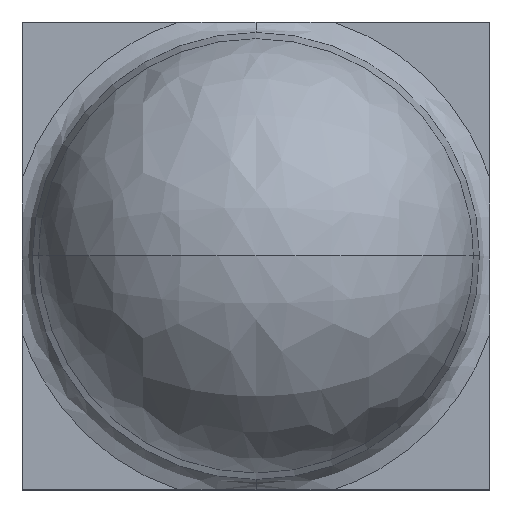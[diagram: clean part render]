
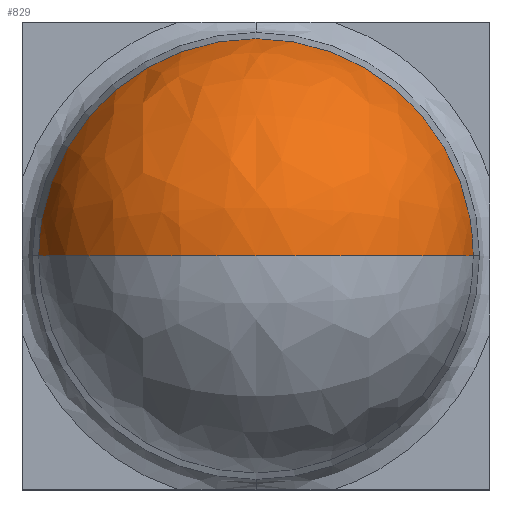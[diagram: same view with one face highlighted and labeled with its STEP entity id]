
A CAD part, top view. The second image highlights one B-rep face of the part: STEP entity #829.
In plain terms, the highlighted free-form (B-spline) face has degree [3, 3] with [4, 4] control points.
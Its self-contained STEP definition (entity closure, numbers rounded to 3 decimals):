
#75 = CIRCLE ( 'NONE', #1016, 1.393 ) ;
#107 = CARTESIAN_POINT ( 'NONE',  ( 1.038, 0., 3.037 ) ) ;
#115 = CARTESIAN_POINT ( 'NONE',  ( 1.397, 0.219, 0.913 ) ) ;
#120 = CARTESIAN_POINT ( 'NONE',  ( -1.038, 2.044, 2.297 ) ) ;
#124 = CARTESIAN_POINT ( 'NONE',  ( -1.038, 1.156, 3.037 ) ) ;
#345 = DIRECTION ( 'NONE',  ( 0., 0., 1. ) ) ;
#360 =( BOUNDED_SURFACE ( )  B_SPLINE_SURFACE ( 3, 3, ( 
 ( #1509, #115, #739, #1598 ),
 ( #1613, #1229, #497, #107 ),
 ( #484, #120, #124, #968 ),
 ( #988, #722, #1372, #740 ) ),
 .UNSPECIFIED., .F., .F., .T. ) 
 B_SPLINE_SURFACE_WITH_KNOTS ( ( 4, 4 ),
 ( 4, 4 ),
 ( 0., 1. ),
 ( 0., 1. ),
 .UNSPECIFIED. ) 
 GEOMETRIC_REPRESENTATION_ITEM ( )  RATIONAL_B_SPLINE_SURFACE ( (
 ( 1., 0.845, 0.845, 1.),
 ( 0.449, 0.379, 0.379, 0.449),
 ( 0.449, 0.379, 0.379, 0.449),
 ( 1., 0.845, 0.845, 1.) ) ) 
 REPRESENTATION_ITEM ( '' )  SURFACE ( )  );
#484 = CARTESIAN_POINT ( 'NONE',  ( -1.038, 2.252, 1.16 ) ) ;
#497 = CARTESIAN_POINT ( 'NONE',  ( 1.038, 1.156, 3.037 ) ) ;
#586 = EDGE_CURVE ( 'NONE', #894, #1419, #1259, .T. ) ;
#722 = CARTESIAN_POINT ( 'NONE',  ( -1.397, 0.219, 0.913 ) ) ;
#725 = ORIENTED_EDGE ( 'NONE', *, *, #586, .F. ) ;
#739 = CARTESIAN_POINT ( 'NONE',  ( 1.397, 0.124, 0.992 ) ) ;
#740 = CARTESIAN_POINT ( 'NONE',  ( -1.397, 0., 0.992 ) ) ;
#829 = ADVANCED_FACE ( 'NONE', ( #1336 ), #360, .T. ) ;
#836 = CARTESIAN_POINT ( 'NONE',  ( 0., 0., 0.747 ) ) ;
#861 = ORIENTED_EDGE ( 'NONE', *, *, #1287, .T. ) ;
#870 = CARTESIAN_POINT ( 'NONE',  ( -1.393, 0., 1.015 ) ) ;
#894 = VERTEX_POINT ( 'NONE', #1495 ) ;
#968 = CARTESIAN_POINT ( 'NONE',  ( -1.038, 0., 3.037 ) ) ;
#988 = CARTESIAN_POINT ( 'NONE',  ( -1.397, 0.241, 0.791 ) ) ;
#1016 = AXIS2_PLACEMENT_3D ( 'NONE', #1202, #345, #1594 ) ;
#1202 = CARTESIAN_POINT ( 'NONE',  ( 0., 0., 1.015 ) ) ;
#1229 = CARTESIAN_POINT ( 'NONE',  ( 1.038, 2.044, 2.297 ) ) ;
#1259 = CIRCLE ( 'NONE', #1282, 1.418 ) ;
#1273 = EDGE_LOOP ( 'NONE', ( #725, #861 ) ) ;
#1282 = AXIS2_PLACEMENT_3D ( 'NONE', #836, #1335, #1346 ) ;
#1287 = EDGE_CURVE ( 'NONE', #894, #1419, #75, .T. ) ;
#1335 = DIRECTION ( 'NONE',  ( 0., -1., 0. ) ) ;
#1336 = FACE_OUTER_BOUND ( 'NONE', #1273, .T. ) ;
#1346 = DIRECTION ( 'NONE',  ( 1., 0., 0. ) ) ;
#1372 = CARTESIAN_POINT ( 'NONE',  ( -1.397, 0.124, 0.992 ) ) ;
#1419 = VERTEX_POINT ( 'NONE', #870 ) ;
#1495 = CARTESIAN_POINT ( 'NONE',  ( 1.393, 0., 1.015 ) ) ;
#1509 = CARTESIAN_POINT ( 'NONE',  ( 1.397, 0.241, 0.791 ) ) ;
#1594 = DIRECTION ( 'NONE',  ( -1., 0., 0. ) ) ;
#1598 = CARTESIAN_POINT ( 'NONE',  ( 1.397, 0., 0.992 ) ) ;
#1613 = CARTESIAN_POINT ( 'NONE',  ( 1.038, 2.252, 1.16 ) ) ;
